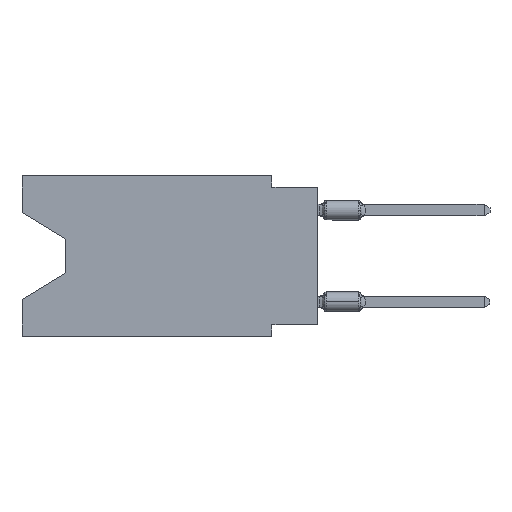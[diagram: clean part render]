
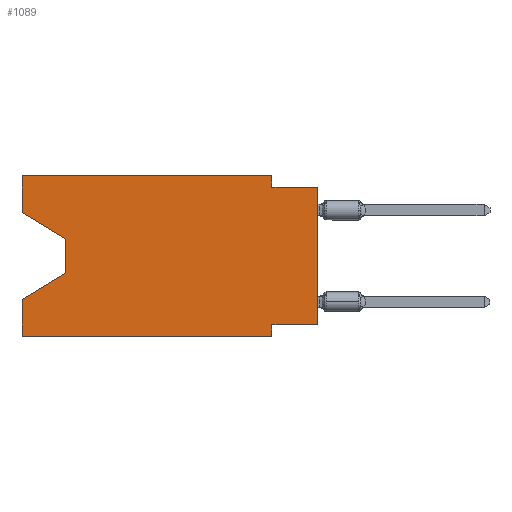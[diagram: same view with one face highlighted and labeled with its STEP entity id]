
A CAD part, left-side view. The second image highlights one B-rep face of the part: STEP entity #1089.
In plain terms, the highlighted planar face has unit normal (-1, 0, 0).
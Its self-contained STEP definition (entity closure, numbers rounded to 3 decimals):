
#245 = CARTESIAN_POINT ( 'NONE',  ( 0., 13.97, -3.505 ) ) ;
#294 = ORIENTED_EDGE ( 'NONE', *, *, #1819, .T. ) ;
#598 = ORIENTED_EDGE ( 'NONE', *, *, #6655, .F. ) ;
#1089 = ADVANCED_FACE ( 'NONE', ( #9759 ), #1587, .F. ) ;
#1220 = DIRECTION ( 'NONE',  ( 0., -1., 0. ) ) ;
#1287 = LINE ( 'NONE', #10604, #6431 ) ;
#1341 = DIRECTION ( 'NONE',  ( 0., 0., -1. ) ) ;
#1423 = DIRECTION ( 'NONE',  ( 0., 0., -1. ) ) ;
#1561 = LINE ( 'NONE', #7637, #5502 ) ;
#1587 = PLANE ( 'NONE',  #9412 ) ;
#1750 = CARTESIAN_POINT ( 'NONE',  ( 0., 2.54, -0.635 ) ) ;
#1819 = EDGE_CURVE ( 'NONE', #12023, #14933, #14167, .T. ) ;
#1896 = LINE ( 'NONE', #12439, #9071 ) ;
#1966 = VECTOR ( 'NONE', #11452, 1000. ) ;
#2483 = LINE ( 'NONE', #15124, #10647 ) ;
#2763 = VECTOR ( 'NONE', #11175, 1000. ) ;
#2849 = ORIENTED_EDGE ( 'NONE', *, *, #5325, .F. ) ;
#2987 = LINE ( 'NONE', #13458, #5468 ) ;
#2994 = CARTESIAN_POINT ( 'NONE',  ( 0., 2.54, -8.89 ) ) ;
#3225 = LINE ( 'NONE', #12605, #1966 ) ;
#3255 = VECTOR ( 'NONE', #13395, 1000. ) ;
#3416 = VERTEX_POINT ( 'NONE', #7234 ) ;
#3529 = VERTEX_POINT ( 'NONE', #1750 ) ;
#3604 = EDGE_CURVE ( 'NONE', #8732, #7558, #1896, .T. ) ;
#3689 = CARTESIAN_POINT ( 'NONE',  ( 0., 0., -0.635 ) ) ;
#4058 = CARTESIAN_POINT ( 'NONE',  ( 0., 16.383, -2.038 ) ) ;
#4110 = DIRECTION ( 'NONE',  ( 0., 0., -1. ) ) ;
#4233 = VECTOR ( 'NONE', #1220, 1000. ) ;
#4587 = DIRECTION ( 'NONE',  ( 0., 0.855, -0.519 ) ) ;
#4638 = ORIENTED_EDGE ( 'NONE', *, *, #11909, .F. ) ;
#4958 = VERTEX_POINT ( 'NONE', #12904 ) ;
#4998 = ORIENTED_EDGE ( 'NONE', *, *, #13120, .F. ) ;
#5325 = EDGE_CURVE ( 'NONE', #10912, #3529, #7116, .T. ) ;
#5468 = VECTOR ( 'NONE', #12297, 1000. ) ;
#5502 = VECTOR ( 'NONE', #10873, 1000. ) ;
#5574 = CARTESIAN_POINT ( 'NONE',  ( 0., 16.383, -2.038 ) ) ;
#6229 = CARTESIAN_POINT ( 'NONE',  ( 0., 16.383, 0. ) ) ;
#6329 = LINE ( 'NONE', #2994, #3255 ) ;
#6431 = VECTOR ( 'NONE', #13141, 1000. ) ;
#6437 = ORIENTED_EDGE ( 'NONE', *, *, #13007, .T. ) ;
#6504 = LINE ( 'NONE', #5574, #2763 ) ;
#6610 = EDGE_CURVE ( 'NONE', #3529, #14933, #8306, .T. ) ;
#6655 = EDGE_CURVE ( 'NONE', #6835, #4958, #2987, .T. ) ;
#6720 = CARTESIAN_POINT ( 'NONE',  ( 0., 13.97, -5.385 ) ) ;
#6835 = VERTEX_POINT ( 'NONE', #9070 ) ;
#7116 = LINE ( 'NONE', #7203, #7371 ) ;
#7203 = CARTESIAN_POINT ( 'NONE',  ( 0., 2.54, 0. ) ) ;
#7234 = CARTESIAN_POINT ( 'NONE',  ( 0., 2.54, -8.255 ) ) ;
#7371 = VECTOR ( 'NONE', #1341, 1000. ) ;
#7471 = CARTESIAN_POINT ( 'NONE',  ( 0., 0., -8.255 ) ) ;
#7558 = VERTEX_POINT ( 'NONE', #14431 ) ;
#7637 = CARTESIAN_POINT ( 'NONE',  ( 0., 0., -8.255 ) ) ;
#7681 = CARTESIAN_POINT ( 'NONE',  ( 0., 0., -0.635 ) ) ;
#7829 = DIRECTION ( 'NONE',  ( 0., 0., 1. ) ) ;
#7939 = VERTEX_POINT ( 'NONE', #245 ) ;
#8306 = LINE ( 'NONE', #3689, #4233 ) ;
#8361 = DIRECTION ( 'NONE',  ( 1., 0., 0. ) ) ;
#8732 = VERTEX_POINT ( 'NONE', #4058 ) ;
#8921 = VECTOR ( 'NONE', #9312, 1000. ) ;
#9070 = CARTESIAN_POINT ( 'NONE',  ( 0., 16.383, -8.89 ) ) ;
#9071 = VECTOR ( 'NONE', #7829, 1000. ) ;
#9114 = EDGE_CURVE ( 'NONE', #7939, #9257, #10945, .T. ) ;
#9257 = VERTEX_POINT ( 'NONE', #6720 ) ;
#9312 = DIRECTION ( 'NONE',  ( 0., 0., 1. ) ) ;
#9412 = AXIS2_PLACEMENT_3D ( 'NONE', #6229, #8361, #1423 ) ;
#9759 = FACE_OUTER_BOUND ( 'NONE', #14274, .T. ) ;
#9793 = EDGE_CURVE ( 'NONE', #6835, #12824, #3225, .T. ) ;
#10604 = CARTESIAN_POINT ( 'NONE',  ( 0., 16.383, 0. ) ) ;
#10647 = VECTOR ( 'NONE', #4587, 1000. ) ;
#10695 = CARTESIAN_POINT ( 'NONE',  ( 0., 0., 0. ) ) ;
#10873 = DIRECTION ( 'NONE',  ( 0., 1., 0. ) ) ;
#10912 = VERTEX_POINT ( 'NONE', #15156 ) ;
#10945 = LINE ( 'NONE', #13337, #12267 ) ;
#10997 = EDGE_CURVE ( 'NONE', #7558, #10912, #1287, .T. ) ;
#11175 = DIRECTION ( 'NONE',  ( 0., -0.855, -0.519 ) ) ;
#11452 = DIRECTION ( 'NONE',  ( 0., -1., 0. ) ) ;
#11909 = EDGE_CURVE ( 'NONE', #3416, #12824, #6329, .T. ) ;
#11929 = ORIENTED_EDGE ( 'NONE', *, *, #14176, .T. ) ;
#12004 = ORIENTED_EDGE ( 'NONE', *, *, #9114, .T. ) ;
#12023 = VERTEX_POINT ( 'NONE', #7471 ) ;
#12267 = VECTOR ( 'NONE', #4110, 1000. ) ;
#12297 = DIRECTION ( 'NONE',  ( 0., 0., 1. ) ) ;
#12439 = CARTESIAN_POINT ( 'NONE',  ( 0., 16.383, 0. ) ) ;
#12483 = CARTESIAN_POINT ( 'NONE',  ( 0., 2.54, -8.89 ) ) ;
#12605 = CARTESIAN_POINT ( 'NONE',  ( 0., 16.383, -8.89 ) ) ;
#12668 = ORIENTED_EDGE ( 'NONE', *, *, #3604, .F. ) ;
#12824 = VERTEX_POINT ( 'NONE', #12483 ) ;
#12892 = ORIENTED_EDGE ( 'NONE', *, *, #9793, .T. ) ;
#12904 = CARTESIAN_POINT ( 'NONE',  ( 0., 16.383, -6.852 ) ) ;
#13007 = EDGE_CURVE ( 'NONE', #9257, #4958, #2483, .T. ) ;
#13120 = EDGE_CURVE ( 'NONE', #12023, #3416, #1561, .T. ) ;
#13141 = DIRECTION ( 'NONE',  ( 0., -1., 0. ) ) ;
#13337 = CARTESIAN_POINT ( 'NONE',  ( 0., 13.97, -3.505 ) ) ;
#13395 = DIRECTION ( 'NONE',  ( 0., 0., -1. ) ) ;
#13458 = CARTESIAN_POINT ( 'NONE',  ( 0., 16.383, 0. ) ) ;
#14167 = LINE ( 'NONE', #10695, #8921 ) ;
#14176 = EDGE_CURVE ( 'NONE', #8732, #7939, #6504, .T. ) ;
#14274 = EDGE_LOOP ( 'NONE', ( #11929, #12004, #6437, #598, #12892, #4638, #4998, #294, #14312, #2849, #14333, #12668 ) ) ;
#14312 = ORIENTED_EDGE ( 'NONE', *, *, #6610, .F. ) ;
#14333 = ORIENTED_EDGE ( 'NONE', *, *, #10997, .F. ) ;
#14431 = CARTESIAN_POINT ( 'NONE',  ( 0., 16.383, 0. ) ) ;
#14933 = VERTEX_POINT ( 'NONE', #7681 ) ;
#15124 = CARTESIAN_POINT ( 'NONE',  ( 0., 13.97, -5.385 ) ) ;
#15156 = CARTESIAN_POINT ( 'NONE',  ( 0., 2.54, 0. ) ) ;
